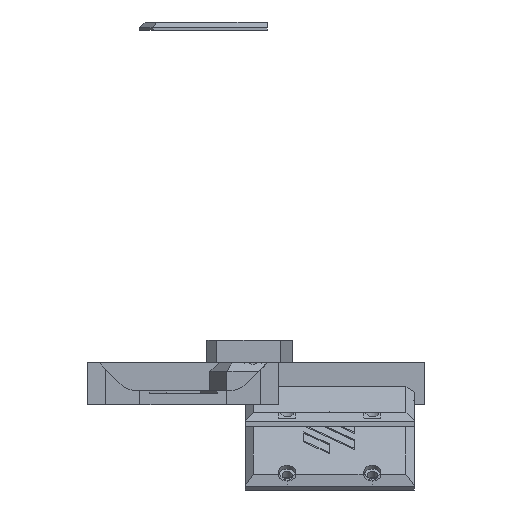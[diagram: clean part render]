
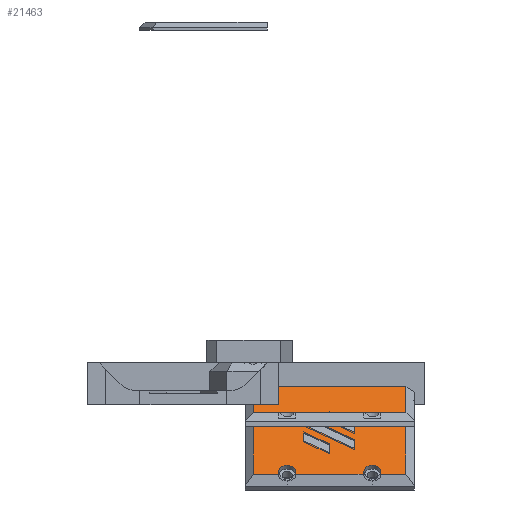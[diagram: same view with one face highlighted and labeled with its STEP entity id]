
A CAD part, left-side view. The second image highlights one B-rep face of the part: STEP entity #21463.
In plain terms, the highlighted planar face has unit normal (-0.707, 0, 0.707).
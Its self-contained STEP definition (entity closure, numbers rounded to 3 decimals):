
#144=FACE_BOUND('',#2427,.T.);
#145=FACE_BOUND('',#2428,.T.);
#146=FACE_BOUND('',#2429,.T.);
#292=CIRCLE('',#22655,3.);
#293=CIRCLE('',#22656,3.);
#294=CIRCLE('',#22672,3.);
#295=CIRCLE('',#22673,3.);
#1241=FACE_OUTER_BOUND('',#2426,.T.);
#2426=EDGE_LOOP('',(#18059,#18060,#18061,#18062,#18063,#18064,#18065,#18066,
#18067,#18068));
#2427=EDGE_LOOP('',(#18069,#18070,#18071,#18072));
#2428=EDGE_LOOP('',(#18073,#18074,#18075,#18076));
#2429=EDGE_LOOP('',(#18077,#18078,#18079,#18080));
#4891=LINE('',#32889,#7762);
#4895=LINE('',#32898,#7766);
#4899=LINE('',#32907,#7770);
#4907=LINE('',#32934,#7778);
#4910=LINE('',#32940,#7781);
#4913=LINE('',#32946,#7784);
#4915=LINE('',#32951,#7786);
#4918=LINE('',#32955,#7789);
#4920=LINE('',#32961,#7791);
#4923=LINE('',#32965,#7794);
#4925=LINE('',#32971,#7796);
#4928=LINE('',#32975,#7799);
#4932=LINE('',#32991,#7803);
#4933=LINE('',#32993,#7804);
#4934=LINE('',#32995,#7805);
#4935=LINE('',#32997,#7806);
#4936=LINE('',#32998,#7807);
#4937=LINE('',#32999,#7808);
#7762=VECTOR('',#26898,10.);
#7766=VECTOR('',#26904,10.);
#7770=VECTOR('',#26910,10.);
#7778=VECTOR('',#26938,10.);
#7781=VECTOR('',#26943,10.);
#7784=VECTOR('',#26948,10.);
#7786=VECTOR('',#26952,10.);
#7789=VECTOR('',#26957,10.);
#7791=VECTOR('',#26963,10.);
#7794=VECTOR('',#26968,10.);
#7796=VECTOR('',#26974,10.);
#7799=VECTOR('',#26979,10.);
#7803=VECTOR('',#26997,10.);
#7804=VECTOR('',#26998,10.);
#7805=VECTOR('',#26999,10.);
#7806=VECTOR('',#27000,10.);
#7807=VECTOR('',#27001,10.);
#7808=VECTOR('',#27002,10.);
#9958=VERTEX_POINT('',#32886);
#9959=VERTEX_POINT('',#32888);
#9962=VERTEX_POINT('',#32895);
#9963=VERTEX_POINT('',#32897);
#9966=VERTEX_POINT('',#32904);
#9967=VERTEX_POINT('',#32906);
#9972=VERTEX_POINT('',#32922);
#9973=VERTEX_POINT('',#32923);
#9974=VERTEX_POINT('',#32925);
#9976=VERTEX_POINT('',#32932);
#9978=VERTEX_POINT('',#32938);
#9980=VERTEX_POINT('',#32944);
#9982=VERTEX_POINT('',#32950);
#9984=VERTEX_POINT('',#32960);
#9986=VERTEX_POINT('',#32970);
#9988=VERTEX_POINT('',#32982);
#9989=VERTEX_POINT('',#32983);
#9990=VERTEX_POINT('',#32985);
#9991=VERTEX_POINT('',#32990);
#9992=VERTEX_POINT('',#32992);
#9993=VERTEX_POINT('',#32994);
#9994=VERTEX_POINT('',#32996);
#12717=EDGE_CURVE('',#9959,#9958,#4891,.T.);
#12721=EDGE_CURVE('',#9963,#9962,#4895,.T.);
#12725=EDGE_CURVE('',#9967,#9966,#4899,.T.);
#12733=EDGE_CURVE('',#9974,#9972,#292,.T.);
#12735=EDGE_CURVE('',#9973,#9974,#293,.T.);
#12738=EDGE_CURVE('',#9958,#9976,#4907,.T.);
#12741=EDGE_CURVE('',#9962,#9978,#4910,.T.);
#12744=EDGE_CURVE('',#9966,#9980,#4913,.T.);
#12746=EDGE_CURVE('',#9982,#9963,#4915,.T.);
#12749=EDGE_CURVE('',#9978,#9982,#4918,.T.);
#12751=EDGE_CURVE('',#9984,#9959,#4920,.T.);
#12754=EDGE_CURVE('',#9976,#9984,#4923,.T.);
#12756=EDGE_CURVE('',#9986,#9967,#4925,.T.);
#12759=EDGE_CURVE('',#9980,#9986,#4928,.T.);
#12763=EDGE_CURVE('',#9990,#9988,#294,.T.);
#12765=EDGE_CURVE('',#9989,#9990,#295,.T.);
#12766=EDGE_CURVE('',#9991,#9972,#4932,.T.);
#12767=EDGE_CURVE('',#9992,#9991,#4933,.T.);
#12768=EDGE_CURVE('',#9993,#9992,#4934,.T.);
#12769=EDGE_CURVE('',#9994,#9993,#4935,.T.);
#12770=EDGE_CURVE('',#9989,#9994,#4936,.T.);
#12771=EDGE_CURVE('',#9973,#9988,#4937,.T.);
#18059=ORIENTED_EDGE('',*,*,#12766,.F.);
#18060=ORIENTED_EDGE('',*,*,#12767,.F.);
#18061=ORIENTED_EDGE('',*,*,#12768,.F.);
#18062=ORIENTED_EDGE('',*,*,#12769,.F.);
#18063=ORIENTED_EDGE('',*,*,#12770,.F.);
#18064=ORIENTED_EDGE('',*,*,#12765,.T.);
#18065=ORIENTED_EDGE('',*,*,#12763,.T.);
#18066=ORIENTED_EDGE('',*,*,#12771,.F.);
#18067=ORIENTED_EDGE('',*,*,#12735,.T.);
#18068=ORIENTED_EDGE('',*,*,#12733,.T.);
#18069=ORIENTED_EDGE('',*,*,#12754,.T.);
#18070=ORIENTED_EDGE('',*,*,#12751,.T.);
#18071=ORIENTED_EDGE('',*,*,#12717,.T.);
#18072=ORIENTED_EDGE('',*,*,#12738,.T.);
#18073=ORIENTED_EDGE('',*,*,#12749,.T.);
#18074=ORIENTED_EDGE('',*,*,#12746,.T.);
#18075=ORIENTED_EDGE('',*,*,#12721,.T.);
#18076=ORIENTED_EDGE('',*,*,#12741,.T.);
#18077=ORIENTED_EDGE('',*,*,#12759,.T.);
#18078=ORIENTED_EDGE('',*,*,#12756,.T.);
#18079=ORIENTED_EDGE('',*,*,#12725,.T.);
#18080=ORIENTED_EDGE('',*,*,#12744,.T.);
#20413=PLANE('',#22674);
#21463=ADVANCED_FACE('',(#1241,#144,#145,#146),#20413,.F.);
#22655=AXIS2_PLACEMENT_3D('',#32926,#26929,#26930);
#22656=AXIS2_PLACEMENT_3D('',#32928,#26932,#26933);
#22672=AXIS2_PLACEMENT_3D('',#32986,#26990,#26991);
#22673=AXIS2_PLACEMENT_3D('',#32988,#26993,#26994);
#22674=AXIS2_PLACEMENT_3D('',#32989,#26995,#26996);
#26898=DIRECTION('',(0.388,0.836,0.388));
#26904=DIRECTION('',(0.707,0.,0.707));
#26910=DIRECTION('',(-0.388,-0.836,-0.388));
#26929=DIRECTION('center_axis',(0.707,0.,
-0.707));
#26930=DIRECTION('ref_axis',(0.,-1.,0.));
#26932=DIRECTION('center_axis',(0.707,0.,
-0.707));
#26933=DIRECTION('ref_axis',(0.,-1.,0.));
#26938=DIRECTION('',(0.707,0.,0.707));
#26943=DIRECTION('',(-0.388,-0.836,-0.388));
#26948=DIRECTION('',(-0.707,0.,-0.707));
#26952=DIRECTION('',(0.388,0.836,0.388));
#26957=DIRECTION('',(-0.707,0.,-0.707));
#26963=DIRECTION('',(-0.707,0.,-0.707));
#26968=DIRECTION('',(-0.388,-0.836,-0.388));
#26974=DIRECTION('',(0.707,0.,0.707));
#26979=DIRECTION('',(0.388,0.836,0.388));
#26990=DIRECTION('center_axis',(0.707,0.,
-0.707));
#26991=DIRECTION('ref_axis',(0.,-1.,0.));
#26993=DIRECTION('center_axis',(0.707,0.,
-0.707));
#26994=DIRECTION('ref_axis',(0.,-1.,0.));
#26995=DIRECTION('center_axis',(0.707,0.,
-0.707));
#26996=DIRECTION('ref_axis',(0.707,0.,0.707));
#26997=DIRECTION('',(0.,1.,0.));
#26998=DIRECTION('',(-0.707,0.,-0.707));
#26999=DIRECTION('',(0.,-1.,0.));
#27000=DIRECTION('',(0.707,0.,0.707));
#27001=DIRECTION('',(0.,1.,0.));
#27002=DIRECTION('',(0.,1.,0.));
#32886=CARTESIAN_POINT('',(29.273,41.009,-12.727));
#32888=CARTESIAN_POINT('',(25.028,31.875,-16.972));
#32889=CARTESIAN_POINT('',(26.088,34.155,-15.912));
#32895=CARTESIAN_POINT('',(38.097,41.009,-3.903));
#32897=CARTESIAN_POINT('',(34.994,41.009,-7.006));
#32898=CARTESIAN_POINT('',(33.618,41.009,-8.382));
#32904=CARTESIAN_POINT('',(35.325,22.752,-6.675));
#32906=CARTESIAN_POINT('',(39.571,31.886,-2.429));
#32907=CARTESIAN_POINT('',(38.435,29.442,-3.565));
#32922=CARTESIAN_POINT('',(17.321,13.902,-24.679));
#32923=CARTESIAN_POINT('',(17.321,19.098,-24.679));
#32925=CARTESIAN_POINT('',(18.382,19.5,-23.618));
#32926=CARTESIAN_POINT('Origin',(18.382,16.5,-23.618));
#32928=CARTESIAN_POINT('Origin',(18.382,16.5,-23.618));
#32932=CARTESIAN_POINT('',(32.377,41.009,-9.623));
#32934=CARTESIAN_POINT('',(30.757,41.009,-11.243));
#32938=CARTESIAN_POINT('',(29.606,22.739,-12.394));
#32940=CARTESIAN_POINT('',(35.703,35.858,-6.297));
#32944=CARTESIAN_POINT('',(32.221,22.752,-9.779));
#32946=CARTESIAN_POINT('',(33.783,22.752,-8.217));
#32950=CARTESIAN_POINT('',(26.502,22.739,-15.498));
#32951=CARTESIAN_POINT('',(28.822,27.73,-13.178));
#32955=CARTESIAN_POINT('',(30.924,22.739,-11.076));
#32960=CARTESIAN_POINT('',(28.132,31.875,-13.868));
#32961=CARTESIAN_POINT('',(30.186,31.875,-11.814));
#32965=CARTESIAN_POINT('',(30.846,37.714,-11.154));
#32970=CARTESIAN_POINT('',(36.467,31.886,-5.533));
#32971=CARTESIAN_POINT('',(34.354,31.886,-7.646));
#32975=CARTESIAN_POINT('',(33.677,25.882,-8.323));
#32982=CARTESIAN_POINT('',(17.321,44.302,-24.679));
#32983=CARTESIAN_POINT('',(17.321,49.498,-24.679));
#32985=CARTESIAN_POINT('',(18.382,49.9,-23.618));
#32986=CARTESIAN_POINT('Origin',(18.382,46.9,-23.618));
#32988=CARTESIAN_POINT('Origin',(18.382,46.9,-23.618));
#32989=CARTESIAN_POINT('Origin',(32.241,31.7,-9.759));
#32990=CARTESIAN_POINT('',(17.321,4.5,-24.679));
#32991=CARTESIAN_POINT('',(17.321,16.6,-24.679));
#32992=CARTESIAN_POINT('',(48.575,4.5,6.575));
#32993=CARTESIAN_POINT('',(40.762,4.5,-1.238));
#32994=CARTESIAN_POINT('',(48.575,58.9,6.575));
#32995=CARTESIAN_POINT('',(48.575,46.8,6.575));
#32996=CARTESIAN_POINT('',(17.321,58.9,-24.679));
#32997=CARTESIAN_POINT('',(23.721,58.9,-18.279));
#32998=CARTESIAN_POINT('',(17.321,16.6,-24.679));
#32999=CARTESIAN_POINT('',(17.321,16.6,-24.679));
